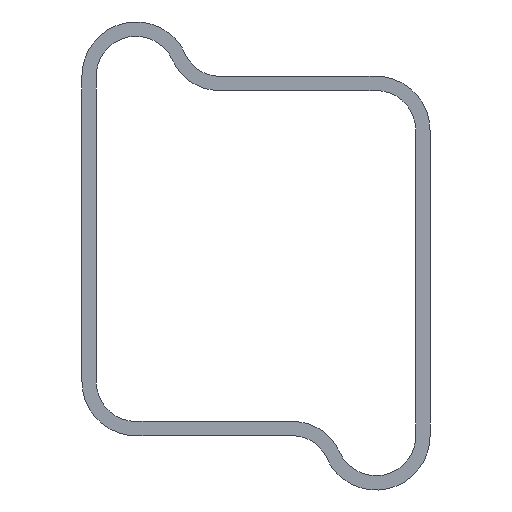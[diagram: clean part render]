
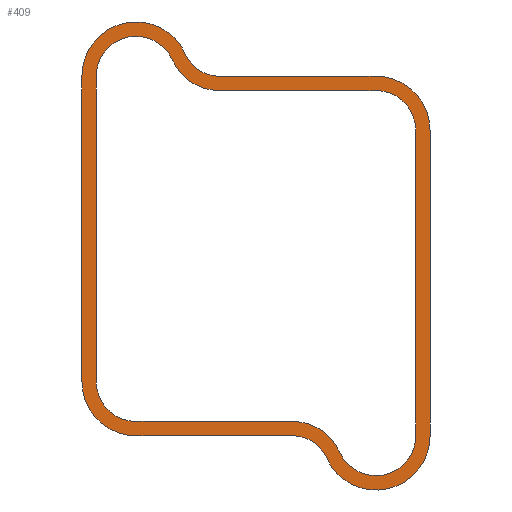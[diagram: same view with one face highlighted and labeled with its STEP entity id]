
A CAD part, front view. The second image highlights one B-rep face of the part: STEP entity #409.
In plain terms, the highlighted planar face has unit normal (0, -1, 0).
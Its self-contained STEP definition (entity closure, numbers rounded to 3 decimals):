
#15=FACE_BOUND('',#58,.T.);
#19=PLANE('',#463);
#35=FACE_OUTER_BOUND('',#57,.T.);
#57=EDGE_LOOP('',(#301,#302,#303,#304,#305,#306,#307,#308,#309,#310));
#58=EDGE_LOOP('',(#311,#312,#313,#314,#315,#316,#317,#318,#319,#320));
#74=CIRCLE('',#445,6.95);
#76=CIRCLE('',#448,9.05);
#78=CIRCLE('',#452,6.95);
#80=CIRCLE('',#455,9.45);
#82=CIRCLE('',#459,6.55);
#84=CIRCLE('',#462,9.45);
#85=CIRCLE('',#464,9.45);
#86=CIRCLE('',#465,6.55);
#87=CIRCLE('',#466,9.45);
#88=CIRCLE('',#467,6.95);
#89=CIRCLE('',#468,9.05);
#90=CIRCLE('',#469,6.95);
#102=LINE('',#640,#138);
#108=LINE('',#661,#144);
#111=LINE('',#676,#147);
#112=LINE('',#680,#148);
#113=LINE('',#685,#149);
#114=LINE('',#687,#150);
#115=LINE('',#689,#151);
#116=LINE('',#695,#152);
#138=VECTOR('',#510,10.);
#144=VECTOR('',#530,10.);
#147=VECTOR('',#547,10.);
#148=VECTOR('',#550,10.);
#149=VECTOR('',#555,10.);
#150=VECTOR('',#556,10.);
#151=VECTOR('',#557,10.);
#152=VECTOR('',#562,10.);
#169=VERTEX_POINT('',#621);
#172=VERTEX_POINT('',#626);
#174=VERTEX_POINT('',#632);
#176=VERTEX_POINT('',#638);
#178=VERTEX_POINT('',#644);
#179=VERTEX_POINT('',#648);
#182=VERTEX_POINT('',#653);
#184=VERTEX_POINT('',#659);
#186=VERTEX_POINT('',#665);
#188=VERTEX_POINT('',#671);
#189=VERTEX_POINT('',#675);
#190=VERTEX_POINT('',#677);
#191=VERTEX_POINT('',#679);
#192=VERTEX_POINT('',#681);
#193=VERTEX_POINT('',#683);
#194=VERTEX_POINT('',#686);
#195=VERTEX_POINT('',#688);
#196=VERTEX_POINT('',#690);
#197=VERTEX_POINT('',#692);
#198=VERTEX_POINT('',#694);
#212=EDGE_CURVE('',#169,#172,#74,.T.);
#215=EDGE_CURVE('',#172,#174,#76,.T.);
#218=EDGE_CURVE('',#174,#176,#102,.T.);
#221=EDGE_CURVE('',#176,#178,#78,.T.);
#225=EDGE_CURVE('',#179,#182,#80,.T.);
#228=EDGE_CURVE('',#182,#184,#108,.T.);
#231=EDGE_CURVE('',#184,#186,#82,.T.);
#234=EDGE_CURVE('',#186,#188,#84,.T.);
#235=EDGE_CURVE('',#188,#189,#111,.T.);
#236=EDGE_CURVE('',#189,#190,#85,.T.);
#237=EDGE_CURVE('',#190,#191,#112,.T.);
#238=EDGE_CURVE('',#191,#192,#86,.T.);
#239=EDGE_CURVE('',#192,#193,#87,.T.);
#240=EDGE_CURVE('',#193,#179,#113,.T.);
#241=EDGE_CURVE('',#194,#169,#114,.T.);
#242=EDGE_CURVE('',#178,#195,#115,.T.);
#243=EDGE_CURVE('',#195,#196,#88,.T.);
#244=EDGE_CURVE('',#196,#197,#89,.T.);
#245=EDGE_CURVE('',#197,#198,#116,.T.);
#246=EDGE_CURVE('',#198,#194,#90,.T.);
#301=ORIENTED_EDGE('',*,*,#235,.T.);
#302=ORIENTED_EDGE('',*,*,#236,.T.);
#303=ORIENTED_EDGE('',*,*,#237,.T.);
#304=ORIENTED_EDGE('',*,*,#238,.T.);
#305=ORIENTED_EDGE('',*,*,#239,.T.);
#306=ORIENTED_EDGE('',*,*,#240,.T.);
#307=ORIENTED_EDGE('',*,*,#225,.T.);
#308=ORIENTED_EDGE('',*,*,#228,.T.);
#309=ORIENTED_EDGE('',*,*,#231,.T.);
#310=ORIENTED_EDGE('',*,*,#234,.T.);
#311=ORIENTED_EDGE('',*,*,#241,.T.);
#312=ORIENTED_EDGE('',*,*,#212,.T.);
#313=ORIENTED_EDGE('',*,*,#215,.T.);
#314=ORIENTED_EDGE('',*,*,#218,.T.);
#315=ORIENTED_EDGE('',*,*,#221,.T.);
#316=ORIENTED_EDGE('',*,*,#242,.T.);
#317=ORIENTED_EDGE('',*,*,#243,.T.);
#318=ORIENTED_EDGE('',*,*,#244,.T.);
#319=ORIENTED_EDGE('',*,*,#245,.T.);
#320=ORIENTED_EDGE('',*,*,#246,.T.);
#409=ADVANCED_FACE('',(#35,#15),#19,.F.);
#445=AXIS2_PLACEMENT_3D('',#628,#497,#498);
#448=AXIS2_PLACEMENT_3D('',#634,#504,#505);
#452=AXIS2_PLACEMENT_3D('',#646,#516,#517);
#455=AXIS2_PLACEMENT_3D('',#655,#524,#525);
#459=AXIS2_PLACEMENT_3D('',#667,#536,#537);
#462=AXIS2_PLACEMENT_3D('',#673,#543,#544);
#463=AXIS2_PLACEMENT_3D('',#674,#545,#546);
#464=AXIS2_PLACEMENT_3D('',#678,#548,#549);
#465=AXIS2_PLACEMENT_3D('',#682,#551,#552);
#466=AXIS2_PLACEMENT_3D('',#684,#553,#554);
#467=AXIS2_PLACEMENT_3D('',#691,#558,#559);
#468=AXIS2_PLACEMENT_3D('',#693,#560,#561);
#469=AXIS2_PLACEMENT_3D('',#696,#563,#564);
#497=DIRECTION('center_axis',(0.,1.,0.));
#498=DIRECTION('ref_axis',(1.,0.,0.));
#504=DIRECTION('center_axis',(0.,-1.,0.));
#505=DIRECTION('ref_axis',(0.,0.,-1.));
#510=DIRECTION('',(1.,0.,0.));
#516=DIRECTION('center_axis',(0.,1.,0.));
#517=DIRECTION('ref_axis',(0.,0.,-1.));
#524=DIRECTION('center_axis',(0.,-1.,0.));
#525=DIRECTION('ref_axis',(0.,0.,1.));
#530=DIRECTION('',(-1.,0.,0.));
#536=DIRECTION('center_axis',(0.,1.,0.));
#537=DIRECTION('ref_axis',(0.,0.,1.));
#543=DIRECTION('center_axis',(0.,-1.,0.));
#544=DIRECTION('ref_axis',(-1.,0.,0.));
#545=DIRECTION('center_axis',(0.,1.,0.));
#546=DIRECTION('ref_axis',(0.,0.,1.));
#547=DIRECTION('',(0.,0.,-1.));
#548=DIRECTION('center_axis',(0.,-1.,0.));
#549=DIRECTION('ref_axis',(0.,0.,-1.));
#550=DIRECTION('',(1.,0.,0.));
#551=DIRECTION('center_axis',(0.,1.,0.));
#552=DIRECTION('ref_axis',(0.,0.,-1.));
#553=DIRECTION('center_axis',(0.,-1.,0.));
#554=DIRECTION('ref_axis',(1.,0.,0.));
#555=DIRECTION('',(0.,0.,1.));
#556=DIRECTION('',(0.,0.,1.));
#557=DIRECTION('',(0.,0.,-1.));
#558=DIRECTION('center_axis',(0.,1.,0.));
#559=DIRECTION('ref_axis',(-1.,0.,0.));
#560=DIRECTION('center_axis',(0.,-1.,0.));
#561=DIRECTION('ref_axis',(0.,0.,1.));
#562=DIRECTION('',(-1.,0.,0.));
#563=DIRECTION('center_axis',(0.,1.,0.));
#564=DIRECTION('ref_axis',(0.,0.,1.));
#621=CARTESIAN_POINT('',(-27.95,-1.,31.5));
#626=CARTESIAN_POINT('',(-14.649,-1.,34.323));
#628=CARTESIAN_POINT('Origin',(-21.,-1.,31.5));
#632=CARTESIAN_POINT('',(-6.38,-1.,28.95));
#634=CARTESIAN_POINT('Origin',(-6.38,-1.,38.));
#638=CARTESIAN_POINT('',(21.,-1.,28.95));
#640=CARTESIAN_POINT('',(21.,-1.,28.95));
#644=CARTESIAN_POINT('',(27.95,-1.,22.));
#646=CARTESIAN_POINT('Origin',(21.,-1.,22.));
#648=CARTESIAN_POINT('',(30.45,-1.,22.));
#653=CARTESIAN_POINT('',(21.,-1.,31.45));
#655=CARTESIAN_POINT('Origin',(21.,-1.,22.));
#659=CARTESIAN_POINT('',(-6.38,-1.,31.45));
#661=CARTESIAN_POINT('',(-6.38,-1.,31.45));
#665=CARTESIAN_POINT('',(-12.365,-1.,35.339));
#667=CARTESIAN_POINT('Origin',(-6.38,-1.,38.));
#671=CARTESIAN_POINT('',(-30.45,-1.,31.5));
#673=CARTESIAN_POINT('Origin',(-21.,-1.,31.5));
#674=CARTESIAN_POINT('Origin',(0.,-1.,-20.475));
#675=CARTESIAN_POINT('',(-30.45,-1.,-22.));
#676=CARTESIAN_POINT('',(-30.45,-1.,0.));
#677=CARTESIAN_POINT('',(-21.,-1.,-31.45));
#678=CARTESIAN_POINT('Origin',(-21.,-1.,-22.));
#679=CARTESIAN_POINT('',(6.38,-1.,-31.45));
#680=CARTESIAN_POINT('',(6.38,-1.,-31.45));
#681=CARTESIAN_POINT('',(12.365,-1.,-35.339));
#682=CARTESIAN_POINT('Origin',(6.38,-1.,-38.));
#683=CARTESIAN_POINT('',(30.45,-1.,-31.5));
#684=CARTESIAN_POINT('Origin',(21.,-1.,-31.5));
#685=CARTESIAN_POINT('',(30.45,-1.,0.));
#686=CARTESIAN_POINT('',(-27.95,-1.,-22.));
#687=CARTESIAN_POINT('',(-27.95,-1.,0.));
#688=CARTESIAN_POINT('',(27.95,-1.,-31.5));
#689=CARTESIAN_POINT('',(27.95,-1.,0.));
#690=CARTESIAN_POINT('',(14.649,-1.,-34.323));
#691=CARTESIAN_POINT('Origin',(21.,-1.,-31.5));
#692=CARTESIAN_POINT('',(6.38,-1.,-28.95));
#693=CARTESIAN_POINT('Origin',(6.38,-1.,-38.));
#694=CARTESIAN_POINT('',(-21.,-1.,-28.95));
#695=CARTESIAN_POINT('',(-21.,-1.,-28.95));
#696=CARTESIAN_POINT('Origin',(-21.,-1.,-22.));
